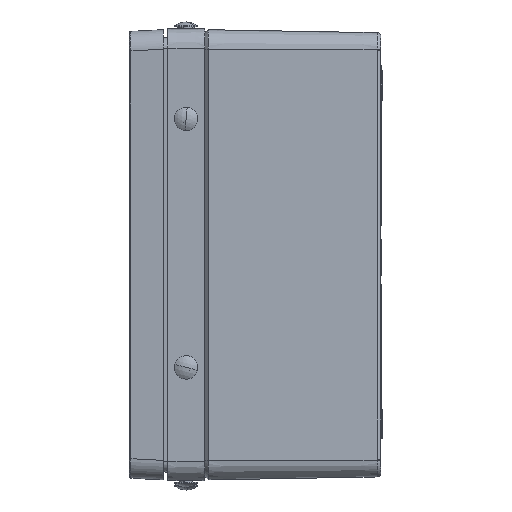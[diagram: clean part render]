
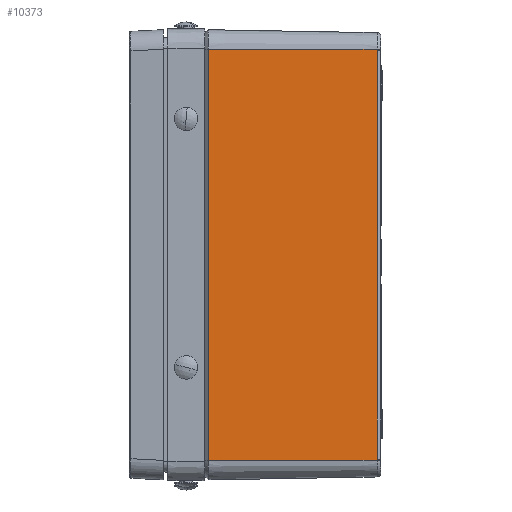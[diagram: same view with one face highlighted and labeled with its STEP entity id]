
A CAD part, left-side view. The second image highlights one B-rep face of the part: STEP entity #10373.
In plain terms, the highlighted planar face has unit normal (-1, -0.018, 0).
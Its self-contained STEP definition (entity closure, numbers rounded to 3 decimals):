
#162 = ORIENTED_EDGE ( 'NONE', *, *, #40971, .T. ) ;
#2580 = DIRECTION ( 'NONE',  ( 0.017, -1., 0. ) ) ;
#3294 = EDGE_CURVE ( 'NONE', #57382, #7987, #37430, .T. ) ;
#5284 = VECTOR ( 'NONE', #58088, 1000. ) ;
#5646 = EDGE_CURVE ( 'NONE', #15783, #57382, #31966, .T. ) ;
#6913 = CARTESIAN_POINT ( 'NONE',  ( -200., 0., -105. ) ) ;
#7987 = VERTEX_POINT ( 'NONE', #29533 ) ;
#8333 = CARTESIAN_POINT ( 'NONE',  ( -198.463, -88.035, 104.314 ) ) ;
#9071 = VERTEX_POINT ( 'NONE', #37845 ) ;
#9807 = CARTESIAN_POINT ( 'NONE',  ( -198.463, -88.035, -104.423 ) ) ;
#10373 = ADVANCED_FACE ( 'NONE', ( #45547 ), #32391, .T. ) ;
#11365 = EDGE_CURVE ( 'NONE', #59757, #15783, #29073, .T. ) ;
#12928 = EDGE_CURVE ( 'NONE', #59757, #9071, #17428, .T. ) ;
#13353 = CARTESIAN_POINT ( 'NONE',  ( -198.463, -88.035, 104.651 ) ) ;
#14829 = CARTESIAN_POINT ( 'NONE',  ( -198.463, -88.035, -104.314 ) ) ;
#15783 = VERTEX_POINT ( 'NONE', #26506 ) ;
#16847 = AXIS2_PLACEMENT_3D ( 'NONE', #27381, #56723, #2580 ) ;
#17197 = VECTOR ( 'NONE', #28863, 1000. ) ;
#17428 = LINE ( 'NONE', #6913, #47739 ) ;
#18352 = CARTESIAN_POINT ( 'NONE',  ( -198.463, -88.035, 105. ) ) ;
#22886 = VERTEX_POINT ( 'NONE', #30126 ) ;
#23085 = ORIENTED_EDGE ( 'NONE', *, *, #3294, .T. ) ;
#23097 = CARTESIAN_POINT ( 'NONE',  ( -198.463, -88.035, 104.368 ) ) ;
#26506 = CARTESIAN_POINT ( 'NONE',  ( -198.463, -88.035, -104.314 ) ) ;
#26921 = CARTESIAN_POINT ( 'NONE',  ( -198.463, -88.035, 104.314 ) ) ;
#27381 = CARTESIAN_POINT ( 'NONE',  ( -200., 0., -105. ) ) ;
#27478 = CARTESIAN_POINT ( 'NONE',  ( -198.463, -88.035, 104.423 ) ) ;
#28281 = ORIENTED_EDGE ( 'NONE', *, *, #12928, .F. ) ;
#28863 = DIRECTION ( 'NONE',  ( 0., 0., 1. ) ) ;
#29073 = B_SPLINE_CURVE_WITH_KNOTS ( 'NONE', 3,
 ( #29597, #34613, #64419, #39617, #9807, #44598, #14829 ),
 .UNSPECIFIED., .F., .F.,
 ( 4, 3, 4 ),
 ( 0., 0.001, 0.001 ),
 .UNSPECIFIED. ) ;
#29533 = CARTESIAN_POINT ( 'NONE',  ( -198.463, -88.035, 105. ) ) ;
#29597 = CARTESIAN_POINT ( 'NONE',  ( -198.463, -88.035, -105. ) ) ;
#30126 = CARTESIAN_POINT ( 'NONE',  ( -199.969, -1.8, 105. ) ) ;
#31769 = LINE ( 'NONE', #38545, #5284 ) ;
#31951 = EDGE_CURVE ( 'NONE', #22886, #9071, #31769, .T. ) ;
#31966 = LINE ( 'NONE', #38910, #17197 ) ;
#32145 = CARTESIAN_POINT ( 'NONE',  ( -198.463, -88.035, -105. ) ) ;
#32391 = PLANE ( 'NONE',  #16847 ) ;
#32588 = DIRECTION ( 'NONE',  ( -0.017, 1., 0. ) ) ;
#34613 = CARTESIAN_POINT ( 'NONE',  ( -198.463, -88.035, -104.826 ) ) ;
#37430 = B_SPLINE_CURVE_WITH_KNOTS ( 'NONE', 3,
 ( #8333, #23097, #27478, #43127, #13353, #48119, #18352 ),
 .UNSPECIFIED., .F., .F.,
 ( 4, 3, 4 ),
 ( 0., 0., 0.001 ),
 .UNSPECIFIED. ) ;
#37845 = CARTESIAN_POINT ( 'NONE',  ( -199.969, -1.8, -105. ) ) ;
#38015 = ORIENTED_EDGE ( 'NONE', *, *, #11365, .T. ) ;
#38545 = CARTESIAN_POINT ( 'NONE',  ( -199.969, -1.8, -105. ) ) ;
#38729 = ORIENTED_EDGE ( 'NONE', *, *, #31951, .T. ) ;
#38910 = CARTESIAN_POINT ( 'NONE',  ( -198.463, -88.035, -105. ) ) ;
#39617 = CARTESIAN_POINT ( 'NONE',  ( -198.463, -88.035, -104.477 ) ) ;
#40081 = EDGE_LOOP ( 'NONE', ( #162, #38729, #28281, #38015, #55409, #23085 ) ) ;
#40971 = EDGE_CURVE ( 'NONE', #7987, #22886, #45235, .T. ) ;
#43127 = CARTESIAN_POINT ( 'NONE',  ( -198.463, -88.035, 104.477 ) ) ;
#44598 = CARTESIAN_POINT ( 'NONE',  ( -198.463, -88.035, -104.368 ) ) ;
#45235 = LINE ( 'NONE', #62407, #60053 ) ;
#45547 = FACE_OUTER_BOUND ( 'NONE', #40081, .T. ) ;
#47739 = VECTOR ( 'NONE', #61518, 1000. ) ;
#48119 = CARTESIAN_POINT ( 'NONE',  ( -198.463, -88.035, 104.826 ) ) ;
#55409 = ORIENTED_EDGE ( 'NONE', *, *, #5646, .T. ) ;
#56723 = DIRECTION ( 'NONE',  ( -1., -0.017, 0. ) ) ;
#57382 = VERTEX_POINT ( 'NONE', #26921 ) ;
#58088 = DIRECTION ( 'NONE',  ( 0., 0., -1. ) ) ;
#59757 = VERTEX_POINT ( 'NONE', #32145 ) ;
#60053 = VECTOR ( 'NONE', #32588, 1000. ) ;
#61518 = DIRECTION ( 'NONE',  ( -0.017, 1., 0. ) ) ;
#62407 = CARTESIAN_POINT ( 'NONE',  ( -200., 0., 105. ) ) ;
#64419 = CARTESIAN_POINT ( 'NONE',  ( -198.463, -88.035, -104.651 ) ) ;
